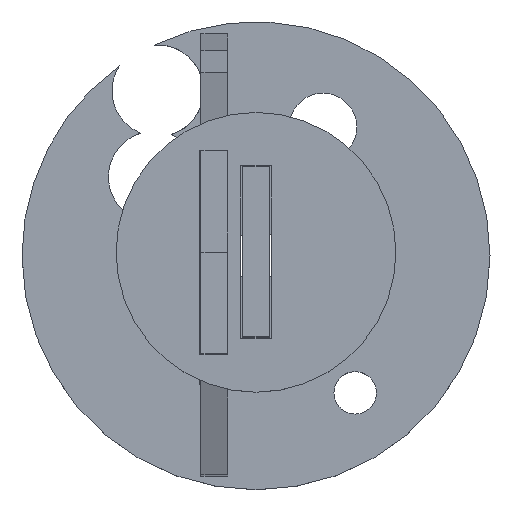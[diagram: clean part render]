
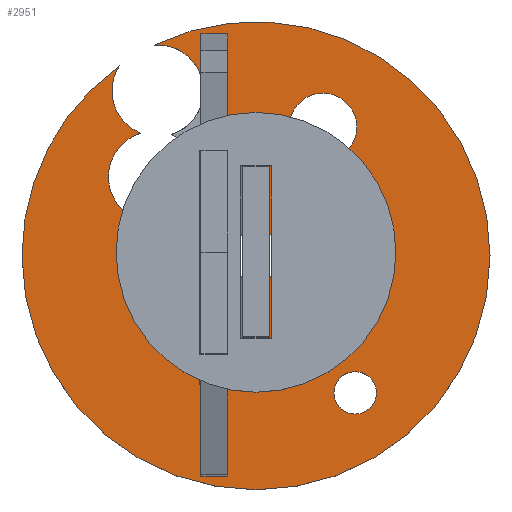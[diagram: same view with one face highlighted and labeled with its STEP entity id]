
A CAD part, top view. The second image highlights one B-rep face of the part: STEP entity #2951.
In plain terms, the highlighted planar face has unit normal (0, 0, 1).
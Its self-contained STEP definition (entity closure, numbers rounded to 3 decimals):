
#40=CARTESIAN_POINT('Vertex',(18.526,0.,-10.053)) ;
#45=CARTESIAN_POINT('Axis2P3D Location',(1.,0.,-10.053)) ;
#49=CARTESIAN_POINT('Vertex',(-16.526,0.,-10.053)) ;
#89=CARTESIAN_POINT('Vertex',(-1.,9.652,-10.053)) ;
#92=CARTESIAN_POINT('Line Origine',(-1.064,9.652,-10.053)) ;
#96=CARTESIAN_POINT('Vertex',(-1.127,9.652,-10.053)) ;
#145=CARTESIAN_POINT('Vertex',(-3.254,-9.652,-10.053)) ;
#148=CARTESIAN_POINT('Line Origine',(-3.191,-9.652,-10.053)) ;
#152=CARTESIAN_POINT('Vertex',(-3.127,-9.652,-10.053)) ;
#159=CARTESIAN_POINT('Vertex',(-1.127,-9.652,-10.053)) ;
#162=CARTESIAN_POINT('Line Origine',(-1.064,-9.652,-10.053)) ;
#166=CARTESIAN_POINT('Vertex',(-1.,-9.652,-10.053)) ;
#193=CARTESIAN_POINT('Line Origine',(-1.,0.,-10.053)) ;
#223=CARTESIAN_POINT('Vertex',(-1.127,16.51,-10.053)) ;
#226=CARTESIAN_POINT('Line Origine',(-2.127,16.51,-10.053)) ;
#230=CARTESIAN_POINT('Vertex',(-3.127,16.51,-10.053)) ;
#497=CARTESIAN_POINT('Axis2P3D Location',(-1.127,16.51,-10.053)) ;
#669=CARTESIAN_POINT('Line Origine',(-2.127,-16.51,-10.053)) ;
#673=CARTESIAN_POINT('Vertex',(-1.127,-16.51,-10.053)) ;
#675=CARTESIAN_POINT('Vertex',(-3.127,-16.51,-10.053)) ;
#1943=CARTESIAN_POINT('Line Origine',(-1.127,-13.081,-10.053)) ;
#1948=CARTESIAN_POINT('Line Origine',(-1.127,13.081,-10.053)) ;
#2509=CARTESIAN_POINT('Line Origine',(-3.127,-13.081,-10.053)) ;
#2514=CARTESIAN_POINT('Line Origine',(-3.127,15.011,-10.053)) ;
#2518=CARTESIAN_POINT('Vertex',(-3.127,13.512,-10.053)) ;
#2651=CARTESIAN_POINT('Vertex',(-3.254,5.284,-10.053)) ;
#2654=CARTESIAN_POINT('Line Origine',(-3.254,-2.184,-10.053)) ;
#2829=CARTESIAN_POINT('Axis2P3D Location',(-6.358,12.364,-10.053)) ;
#2833=CARTESIAN_POINT('Vertex',(-6.618,15.784,-10.053)) ;
#2836=CARTESIAN_POINT('Axis2P3D Location',(-6.625,5.913,-10.053)) ;
#2840=CARTESIAN_POINT('Vertex',(-7.645,9.186,-10.053)) ;
#2843=CARTESIAN_POINT('Axis2P3D Location',(-6.358,12.364,-10.053)) ;
#2847=CARTESIAN_POINT('Vertex',(-9.24,14.224,-10.053)) ;
#2850=CARTESIAN_POINT('Axis2P3D Location',(1.,0.,-10.053)) ;
#2855=CARTESIAN_POINT('Axis2P3D Location',(1.,0.,-10.053)) ;
#2879=CARTESIAN_POINT('Axis2P3D Location',(6.015,9.644,-10.053)) ;
#2883=CARTESIAN_POINT('Vertex',(3.475,9.644,-10.053)) ;
#2885=CARTESIAN_POINT('Vertex',(8.555,9.644,-10.053)) ;
#2888=CARTESIAN_POINT('Axis2P3D Location',(6.015,9.644,-10.053)) ;
#2897=CARTESIAN_POINT('Axis2P3D Location',(1.06,0.,-10.053)) ;
#2901=CARTESIAN_POINT('Vertex',(-0.845,0.,-10.053)) ;
#2903=CARTESIAN_POINT('Vertex',(2.965,0.,-10.053)) ;
#2906=CARTESIAN_POINT('Axis2P3D Location',(1.06,0.,-10.053)) ;
#2915=CARTESIAN_POINT('Axis2P3D Location',(-5.338,0.,-10.053)) ;
#2919=CARTESIAN_POINT('Vertex',(-7.243,0.,-10.053)) ;
#2921=CARTESIAN_POINT('Vertex',(-3.433,0.,-10.053)) ;
#2924=CARTESIAN_POINT('Axis2P3D Location',(-5.338,0.,-10.053)) ;
#2933=CARTESIAN_POINT('Axis2P3D Location',(8.426,-10.267,-10.053)) ;
#2937=CARTESIAN_POINT('Vertex',(6.838,-10.267,-10.053)) ;
#2939=CARTESIAN_POINT('Vertex',(10.013,-10.267,-10.053)) ;
#2942=CARTESIAN_POINT('Axis2P3D Location',(8.426,-10.267,-10.053)) ;
#94=VECTOR('Line Direction',#93,1.) ;
#150=VECTOR('Line Direction',#149,1.) ;
#164=VECTOR('Line Direction',#163,1.) ;
#195=VECTOR('Line Direction',#194,1.) ;
#228=VECTOR('Line Direction',#227,1.) ;
#671=VECTOR('Line Direction',#670,1.) ;
#1945=VECTOR('Line Direction',#1944,1.) ;
#1950=VECTOR('Line Direction',#1949,1.) ;
#2511=VECTOR('Line Direction',#2510,1.) ;
#2516=VECTOR('Line Direction',#2515,1.) ;
#2656=VECTOR('Line Direction',#2655,1.) ;
#46=DIRECTION('Axis2P3D Direction',(0.,-0.,-1.)) ;
#93=DIRECTION('Vector Direction',(-1.,0.,0.)) ;
#149=DIRECTION('Vector Direction',(1.,0.,0.)) ;
#163=DIRECTION('Vector Direction',(1.,0.,0.)) ;
#194=DIRECTION('Vector Direction',(0.,-1.,0.)) ;
#227=DIRECTION('Vector Direction',(-1.,0.,0.)) ;
#498=DIRECTION('Axis2P3D Direction',(-0.,-0.,-1.)) ;
#499=DIRECTION('Axis2P3D XDirection',(0.,-1.,0.)) ;
#670=DIRECTION('Vector Direction',(-1.,0.,0.)) ;
#1944=DIRECTION('Vector Direction',(0.,1.,0.)) ;
#1949=DIRECTION('Vector Direction',(0.,-1.,0.)) ;
#2510=DIRECTION('Vector Direction',(0.,1.,0.)) ;
#2515=DIRECTION('Vector Direction',(0.,-1.,0.)) ;
#2655=DIRECTION('Vector Direction',(0.,1.,0.)) ;
#2830=DIRECTION('Axis2P3D Direction',(-0.,-0.,-1.)) ;
#2837=DIRECTION('Axis2P3D Direction',(-0.,-0.,-1.)) ;
#2844=DIRECTION('Axis2P3D Direction',(-0.,-0.,-1.)) ;
#2851=DIRECTION('Axis2P3D Direction',(-0.,-0.,-1.)) ;
#2856=DIRECTION('Axis2P3D Direction',(-0.,-0.,-1.)) ;
#2880=DIRECTION('Axis2P3D Direction',(-0.,-0.,-1.)) ;
#2889=DIRECTION('Axis2P3D Direction',(-0.,-0.,-1.)) ;
#2898=DIRECTION('Axis2P3D Direction',(-0.,-0.,-1.)) ;
#2907=DIRECTION('Axis2P3D Direction',(-0.,-0.,-1.)) ;
#2916=DIRECTION('Axis2P3D Direction',(-0.,-0.,-1.)) ;
#2925=DIRECTION('Axis2P3D Direction',(-0.,-0.,-1.)) ;
#2934=DIRECTION('Axis2P3D Direction',(-0.,-0.,-1.)) ;
#2943=DIRECTION('Axis2P3D Direction',(-0.,-0.,-1.)) ;
#47=AXIS2_PLACEMENT_3D('Circle Axis2P3D',#45,#46,$) ;
#500=AXIS2_PLACEMENT_3D('Plane Axis2P3D',#497,#498,#499) ;
#2831=AXIS2_PLACEMENT_3D('Circle Axis2P3D',#2829,#2830,$) ;
#2838=AXIS2_PLACEMENT_3D('Circle Axis2P3D',#2836,#2837,$) ;
#2845=AXIS2_PLACEMENT_3D('Circle Axis2P3D',#2843,#2844,$) ;
#2852=AXIS2_PLACEMENT_3D('Circle Axis2P3D',#2850,#2851,$) ;
#2857=AXIS2_PLACEMENT_3D('Circle Axis2P3D',#2855,#2856,$) ;
#2881=AXIS2_PLACEMENT_3D('Circle Axis2P3D',#2879,#2880,$) ;
#2890=AXIS2_PLACEMENT_3D('Circle Axis2P3D',#2888,#2889,$) ;
#2899=AXIS2_PLACEMENT_3D('Circle Axis2P3D',#2897,#2898,$) ;
#2908=AXIS2_PLACEMENT_3D('Circle Axis2P3D',#2906,#2907,$) ;
#2917=AXIS2_PLACEMENT_3D('Circle Axis2P3D',#2915,#2916,$) ;
#2926=AXIS2_PLACEMENT_3D('Circle Axis2P3D',#2924,#2925,$) ;
#2935=AXIS2_PLACEMENT_3D('Circle Axis2P3D',#2933,#2934,$) ;
#2944=AXIS2_PLACEMENT_3D('Circle Axis2P3D',#2942,#2943,$) ;
#95=LINE('Line',#92,#94) ;
#151=LINE('Line',#148,#150) ;
#165=LINE('Line',#162,#164) ;
#196=LINE('Line',#193,#195) ;
#229=LINE('Line',#226,#228) ;
#672=LINE('Line',#669,#671) ;
#1946=LINE('Line',#1943,#1945) ;
#1951=LINE('Line',#1948,#1950) ;
#2512=LINE('Line',#2509,#2511) ;
#2517=LINE('Line',#2514,#2516) ;
#2657=LINE('Line',#2654,#2656) ;
#48=CIRCLE('generated circle',#47,17.526) ;
#2832=CIRCLE('generated circle',#2831,3.429) ;
#2839=CIRCLE('generated circle',#2838,3.429) ;
#2846=CIRCLE('generated circle',#2845,3.429) ;
#2853=CIRCLE('generated circle',#2852,17.526) ;
#2858=CIRCLE('generated circle',#2857,17.526) ;
#2882=CIRCLE('generated circle',#2881,2.54) ;
#2891=CIRCLE('generated circle',#2890,2.54) ;
#2900=CIRCLE('generated circle',#2899,1.905) ;
#2909=CIRCLE('generated circle',#2908,1.905) ;
#2918=CIRCLE('generated circle',#2917,1.905) ;
#2927=CIRCLE('generated circle',#2926,1.905) ;
#2936=CIRCLE('generated circle',#2935,1.588) ;
#2945=CIRCLE('generated circle',#2944,1.588) ;
#501=PLANE('',#500) ;
#2896=FACE_BOUND('',#2893,.T.) ;
#2914=FACE_BOUND('',#2911,.T.) ;
#2932=FACE_BOUND('',#2929,.T.) ;
#2950=FACE_BOUND('',#2947,.T.) ;
#51=EDGE_CURVE('',#41,#50,#48,.T.) ;
#98=EDGE_CURVE('',#97,#90,#95,.F.) ;
#154=EDGE_CURVE('',#153,#146,#151,.F.) ;
#168=EDGE_CURVE('',#167,#160,#165,.F.) ;
#197=EDGE_CURVE('',#90,#167,#196,.T.) ;
#232=EDGE_CURVE('',#224,#231,#229,.T.) ;
#677=EDGE_CURVE('',#674,#676,#672,.T.) ;
#1947=EDGE_CURVE('',#160,#674,#1946,.F.) ;
#1952=EDGE_CURVE('',#224,#97,#1951,.T.) ;
#2513=EDGE_CURVE('',#153,#676,#2512,.F.) ;
#2520=EDGE_CURVE('',#231,#2519,#2517,.T.) ;
#2658=EDGE_CURVE('',#146,#2652,#2657,.T.) ;
#2835=EDGE_CURVE('',#2834,#2519,#2832,.T.) ;
#2842=EDGE_CURVE('',#2652,#2841,#2839,.T.) ;
#2849=EDGE_CURVE('',#2841,#2848,#2846,.T.) ;
#2854=EDGE_CURVE('',#50,#2848,#2853,.T.) ;
#2859=EDGE_CURVE('',#2834,#41,#2858,.T.) ;
#2887=EDGE_CURVE('',#2884,#2886,#2882,.T.) ;
#2892=EDGE_CURVE('',#2886,#2884,#2891,.T.) ;
#2905=EDGE_CURVE('',#2902,#2904,#2900,.T.) ;
#2910=EDGE_CURVE('',#2904,#2902,#2909,.T.) ;
#2923=EDGE_CURVE('',#2920,#2922,#2918,.T.) ;
#2928=EDGE_CURVE('',#2922,#2920,#2927,.T.) ;
#2941=EDGE_CURVE('',#2938,#2940,#2936,.T.) ;
#2946=EDGE_CURVE('',#2940,#2938,#2945,.T.) ;
#2861=ORIENTED_EDGE('',*,*,#2835,.T.) ;
#2862=ORIENTED_EDGE('',*,*,#2520,.F.) ;
#2863=ORIENTED_EDGE('',*,*,#232,.F.) ;
#2864=ORIENTED_EDGE('',*,*,#1952,.T.) ;
#2865=ORIENTED_EDGE('',*,*,#98,.T.) ;
#2866=ORIENTED_EDGE('',*,*,#197,.T.) ;
#2867=ORIENTED_EDGE('',*,*,#168,.T.) ;
#2868=ORIENTED_EDGE('',*,*,#1947,.T.) ;
#2869=ORIENTED_EDGE('',*,*,#677,.T.) ;
#2870=ORIENTED_EDGE('',*,*,#2513,.F.) ;
#2871=ORIENTED_EDGE('',*,*,#154,.T.) ;
#2872=ORIENTED_EDGE('',*,*,#2658,.T.) ;
#2873=ORIENTED_EDGE('',*,*,#2842,.T.) ;
#2874=ORIENTED_EDGE('',*,*,#2849,.T.) ;
#2875=ORIENTED_EDGE('',*,*,#2854,.F.) ;
#2876=ORIENTED_EDGE('',*,*,#51,.F.) ;
#2877=ORIENTED_EDGE('',*,*,#2859,.F.) ;
#2894=ORIENTED_EDGE('',*,*,#2887,.T.) ;
#2895=ORIENTED_EDGE('',*,*,#2892,.T.) ;
#2912=ORIENTED_EDGE('',*,*,#2905,.T.) ;
#2913=ORIENTED_EDGE('',*,*,#2910,.T.) ;
#2930=ORIENTED_EDGE('',*,*,#2923,.T.) ;
#2931=ORIENTED_EDGE('',*,*,#2928,.T.) ;
#2948=ORIENTED_EDGE('',*,*,#2941,.T.) ;
#2949=ORIENTED_EDGE('',*,*,#2946,.T.) ;
#2860=EDGE_LOOP('',(#2861,#2862,#2863,#2864,#2865,#2866,#2867,#2868,#2869,#2870,#2871,#2872,#2873,#2874,#2875,#2876,#2877)) ;
#2893=EDGE_LOOP('',(#2894,#2895)) ;
#2911=EDGE_LOOP('',(#2912,#2913)) ;
#2929=EDGE_LOOP('',(#2930,#2931)) ;
#2947=EDGE_LOOP('',(#2948,#2949)) ;
#41=VERTEX_POINT('',#40) ;
#50=VERTEX_POINT('',#49) ;
#90=VERTEX_POINT('',#89) ;
#97=VERTEX_POINT('',#96) ;
#146=VERTEX_POINT('',#145) ;
#153=VERTEX_POINT('',#152) ;
#160=VERTEX_POINT('',#159) ;
#167=VERTEX_POINT('',#166) ;
#224=VERTEX_POINT('',#223) ;
#231=VERTEX_POINT('',#230) ;
#674=VERTEX_POINT('',#673) ;
#676=VERTEX_POINT('',#675) ;
#2519=VERTEX_POINT('',#2518) ;
#2652=VERTEX_POINT('',#2651) ;
#2834=VERTEX_POINT('',#2833) ;
#2841=VERTEX_POINT('',#2840) ;
#2848=VERTEX_POINT('',#2847) ;
#2884=VERTEX_POINT('',#2883) ;
#2886=VERTEX_POINT('',#2885) ;
#2902=VERTEX_POINT('',#2901) ;
#2904=VERTEX_POINT('',#2903) ;
#2920=VERTEX_POINT('',#2919) ;
#2922=VERTEX_POINT('',#2921) ;
#2938=VERTEX_POINT('',#2937) ;
#2940=VERTEX_POINT('',#2939) ;
#2951=ADVANCED_FACE('PartBody',(#2878,#2896,#2914,#2932,#2950),#501,.F.) ;
#2878=FACE_OUTER_BOUND('',#2860,.T.) ;
